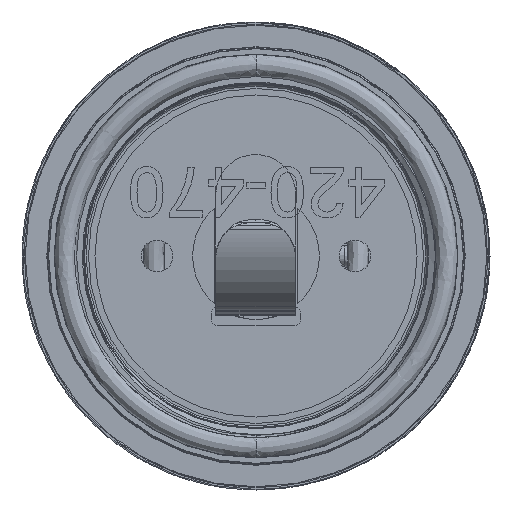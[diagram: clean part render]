
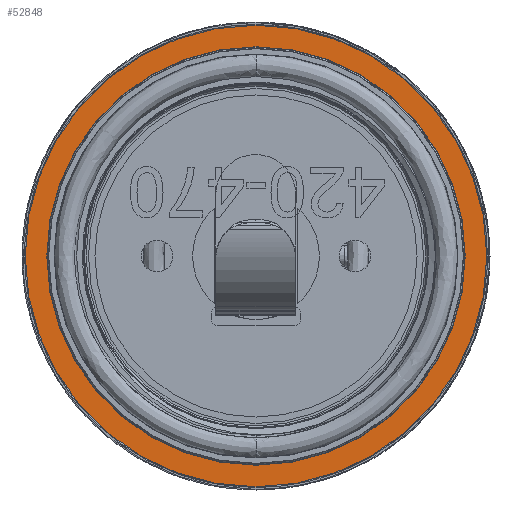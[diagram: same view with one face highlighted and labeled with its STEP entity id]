
A CAD part, front view. The second image highlights one B-rep face of the part: STEP entity #52848.
In plain terms, the highlighted planar face has unit normal (0, -1, 0).
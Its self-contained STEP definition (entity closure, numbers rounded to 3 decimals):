
#25 = EDGE_CURVE ( 'NONE', #53525, #42765, #78468, .T. ) ;
#191 = DIRECTION ( 'NONE',  ( 0., 1., 0. ) ) ;
#2739 = EDGE_LOOP ( 'NONE', ( #72530, #67001 ) ) ;
#4621 = DIRECTION ( 'NONE',  ( 0., 1., 0. ) ) ;
#6354 = CARTESIAN_POINT ( 'NONE',  ( 0., 0., 0. ) ) ;
#6656 = PLANE ( 'NONE',  #31485 ) ;
#7229 = DIRECTION ( 'NONE',  ( 0., 0., -1. ) ) ;
#8147 = AXIS2_PLACEMENT_3D ( 'NONE', #6354, #191, #7229 ) ;
#8382 = DIRECTION ( 'NONE',  ( 0., -1., 0. ) ) ;
#8391 = EDGE_CURVE ( 'NONE', #42765, #53525, #21835, .T. ) ;
#9033 = AXIS2_PLACEMENT_3D ( 'NONE', #46596, #32848, #19953 ) ;
#17470 = CARTESIAN_POINT ( 'NONE',  ( 0., 0., 16.47 ) ) ;
#19953 = DIRECTION ( 'NONE',  ( 0., 0., -1. ) ) ;
#20257 = AXIS2_PLACEMENT_3D ( 'NONE', #38043, #51791, #78949 ) ;
#20844 = FACE_OUTER_BOUND ( 'NONE', #2739, .T. ) ;
#20923 = ORIENTED_EDGE ( 'NONE', *, *, #54273, .T. ) ;
#21835 = CIRCLE ( 'NONE', #9033, 18.2 ) ;
#25195 = VERTEX_POINT ( 'NONE', #17470 ) ;
#25769 = CARTESIAN_POINT ( 'NONE',  ( 0., 0., 18.2 ) ) ;
#31480 = CIRCLE ( 'NONE', #61287, 16.47 ) ;
#31485 = AXIS2_PLACEMENT_3D ( 'NONE', #68429, #8382, #62591 ) ;
#32848 = DIRECTION ( 'NONE',  ( 0., -1., 0. ) ) ;
#34791 = EDGE_CURVE ( 'NONE', #25195, #42514, #46419, .T. ) ;
#38043 = CARTESIAN_POINT ( 'NONE',  ( 0., 0., 0. ) ) ;
#40836 = FACE_BOUND ( 'NONE', #79822, .T. ) ;
#42514 = VERTEX_POINT ( 'NONE', #75623 ) ;
#42765 = VERTEX_POINT ( 'NONE', #25769 ) ;
#46419 = CIRCLE ( 'NONE', #8147, 16.47 ) ;
#46596 = CARTESIAN_POINT ( 'NONE',  ( 0., 0., 0. ) ) ;
#51791 = DIRECTION ( 'NONE',  ( 0., -1., 0. ) ) ;
#52848 = ADVANCED_FACE ( 'NONE', ( #40836, #20844 ), #6656, .T. ) ;
#53525 = VERTEX_POINT ( 'NONE', #67686 ) ;
#54273 = EDGE_CURVE ( 'NONE', #42514, #25195, #31480, .T. ) ;
#61287 = AXIS2_PLACEMENT_3D ( 'NONE', #79238, #4621, #79664 ) ;
#62591 = DIRECTION ( 'NONE',  ( 0., 0., -1. ) ) ;
#67001 = ORIENTED_EDGE ( 'NONE', *, *, #8391, .T. ) ;
#67686 = CARTESIAN_POINT ( 'NONE',  ( 0., 0., -18.2 ) ) ;
#68429 = CARTESIAN_POINT ( 'NONE',  ( 18.2, 0., 0. ) ) ;
#72530 = ORIENTED_EDGE ( 'NONE', *, *, #25, .T. ) ;
#75623 = CARTESIAN_POINT ( 'NONE',  ( 0., 0., -16.47 ) ) ;
#78468 = CIRCLE ( 'NONE', #20257, 18.2 ) ;
#78949 = DIRECTION ( 'NONE',  ( 0., 0., -1. ) ) ;
#79238 = CARTESIAN_POINT ( 'NONE',  ( 0., 0., 0. ) ) ;
#79664 = DIRECTION ( 'NONE',  ( 0., 0., -1. ) ) ;
#79822 = EDGE_LOOP ( 'NONE', ( #20923, #85123 ) ) ;
#85123 = ORIENTED_EDGE ( 'NONE', *, *, #34791, .T. ) ;
